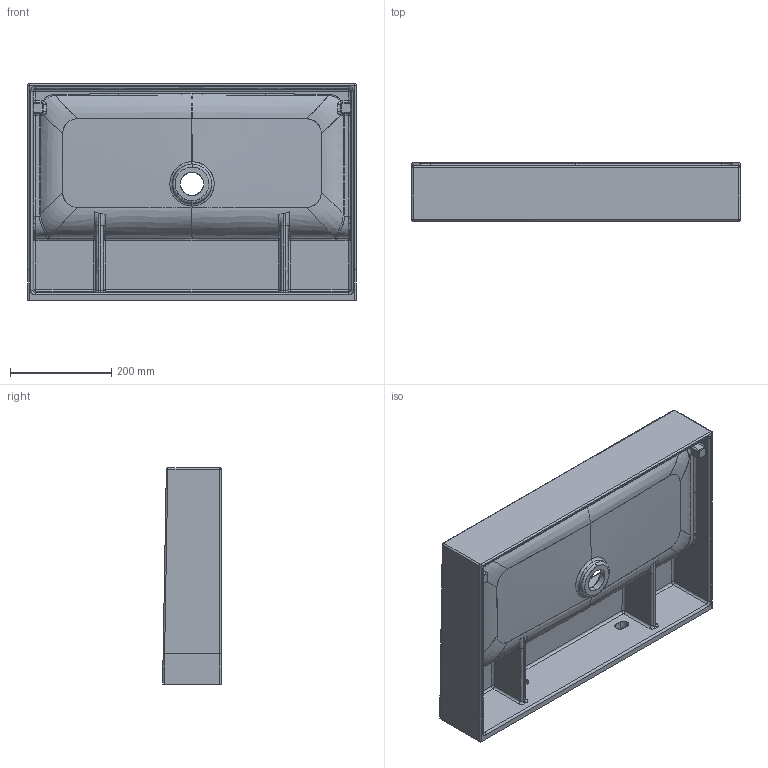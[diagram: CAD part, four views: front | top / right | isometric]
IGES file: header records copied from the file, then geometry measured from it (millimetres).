
Start section: SolidWorks IGES file using analytic representation for surfaces
Global section: file name: WA013-0650.IGS; native system: SolidWorks 2017; preprocessor: SolidWorks 2017; author: S.Gottwald; date: 180416.144515; units: millimetre
Bounding box: 650 x 116 x 428 mm (x, y, z)
Surface area: 1086878 mm2 (no closed solid volume)
Topology: 0 solids, 0 shells, 366 faces, 3415 edges, 3403 vertices
Faces by surface type: bspline 291, revolution 75
